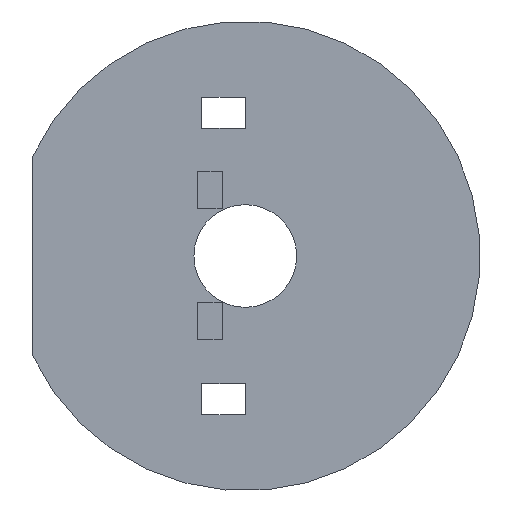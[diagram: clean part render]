
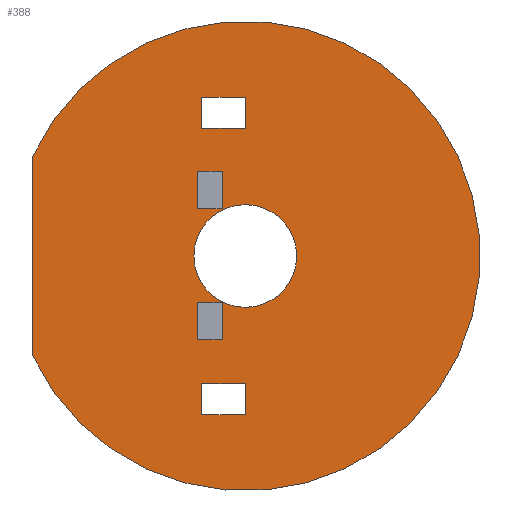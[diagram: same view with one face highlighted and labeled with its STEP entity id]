
A CAD part, front view. The second image highlights one B-rep face of the part: STEP entity #388.
In plain terms, the highlighted planar face has unit normal (0, -1, 0).
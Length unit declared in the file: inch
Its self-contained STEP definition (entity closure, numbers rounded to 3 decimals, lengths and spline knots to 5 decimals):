
#65=FACE_BOUND('',#108,.T.);
#66=FACE_BOUND('',#109,.T.);
#67=FACE_BOUND('',#110,.T.);
#70=CIRCLE('',#490,9.44882);
#71=CIRCLE('',#492,2.06693);
#84=FACE_OUTER_BOUND('',#107,.T.);
#107=EDGE_LOOP('',(#324,#325));
#108=EDGE_LOOP('',(#326,#327,#328,#329));
#109=EDGE_LOOP('',(#330,#331,#332,#333));
#110=EDGE_LOOP('',(#334));
#119=LINE('',#641,#159);
#123=LINE('',#648,#163);
#126=LINE('',#654,#166);
#128=LINE('',#657,#168);
#131=LINE('',#665,#171);
#135=LINE('',#672,#175);
#138=LINE('',#678,#178);
#140=LINE('',#681,#180);
#143=LINE('',#689,#183);
#159=VECTOR('',#522,0.3937);
#163=VECTOR('',#528,0.3937);
#166=VECTOR('',#533,0.3937);
#168=VECTOR('',#537,0.3937);
#171=VECTOR('',#542,0.3937);
#175=VECTOR('',#548,0.3937);
#178=VECTOR('',#553,0.3937);
#180=VECTOR('',#557,0.3937);
#183=VECTOR('',#562,0.3937);
#199=VERTEX_POINT('',#638);
#200=VERTEX_POINT('',#640);
#202=VERTEX_POINT('',#646);
#204=VERTEX_POINT('',#652);
#207=VERTEX_POINT('',#662);
#208=VERTEX_POINT('',#664);
#210=VERTEX_POINT('',#670);
#212=VERTEX_POINT('',#676);
#215=VERTEX_POINT('',#686);
#216=VERTEX_POINT('',#688);
#218=VERTEX_POINT('',#698);
#229=EDGE_CURVE('',#200,#199,#119,.T.);
#233=EDGE_CURVE('',#199,#202,#123,.T.);
#236=EDGE_CURVE('',#202,#204,#126,.T.);
#238=EDGE_CURVE('',#204,#200,#128,.T.);
#241=EDGE_CURVE('',#208,#207,#131,.T.);
#245=EDGE_CURVE('',#207,#210,#135,.T.);
#248=EDGE_CURVE('',#210,#212,#138,.T.);
#250=EDGE_CURVE('',#212,#208,#140,.T.);
#253=EDGE_CURVE('',#216,#215,#143,.T.);
#257=EDGE_CURVE('',#215,#216,#70,.T.);
#258=EDGE_CURVE('',#218,#218,#71,.T.);
#324=ORIENTED_EDGE('',*,*,#253,.T.);
#325=ORIENTED_EDGE('',*,*,#257,.T.);
#326=ORIENTED_EDGE('',*,*,#229,.T.);
#327=ORIENTED_EDGE('',*,*,#233,.T.);
#328=ORIENTED_EDGE('',*,*,#236,.T.);
#329=ORIENTED_EDGE('',*,*,#238,.T.);
#330=ORIENTED_EDGE('',*,*,#241,.T.);
#331=ORIENTED_EDGE('',*,*,#245,.T.);
#332=ORIENTED_EDGE('',*,*,#248,.T.);
#333=ORIENTED_EDGE('',*,*,#250,.T.);
#334=ORIENTED_EDGE('',*,*,#258,.T.);
#369=PLANE('',#493);
#388=ADVANCED_FACE('',(#84,#65,#66,#67),#369,.F.);
#490=AXIS2_PLACEMENT_3D('',#696,#572,#573);
#492=AXIS2_PLACEMENT_3D('',#699,#576,#577);
#493=AXIS2_PLACEMENT_3D('',#700,#578,#579);
#522=DIRECTION('',(-1.,0.,0.));
#528=DIRECTION('',(0.,0.,1.));
#533=DIRECTION('',(1.,0.,0.));
#537=DIRECTION('',(0.,0.,-1.));
#542=DIRECTION('',(-1.,0.,0.));
#548=DIRECTION('',(0.,0.,1.));
#553=DIRECTION('',(1.,0.,0.));
#557=DIRECTION('',(0.,0.,-1.));
#562=DIRECTION('',(0.,0.,-1.));
#572=DIRECTION('center_axis',(0.,-1.,0.));
#573=DIRECTION('ref_axis',(1.,0.,0.));
#576=DIRECTION('center_axis',(0.,1.,0.));
#577=DIRECTION('ref_axis',(1.,0.,0.));
#578=DIRECTION('center_axis',(0.,1.,0.));
#579=DIRECTION('ref_axis',(0.,0.,1.));
#638=CARTESIAN_POINT('',(-1.75,0.,-6.38287));
#640=CARTESIAN_POINT('',(0.,0.,-6.38287));
#641=CARTESIAN_POINT('',(-0.875,0.,-6.38287));
#646=CARTESIAN_POINT('',(-1.75,0.,-5.13287));
#648=CARTESIAN_POINT('',(-1.75,0.,-5.44537));
#652=CARTESIAN_POINT('',(0.,0.,-5.13287));
#654=CARTESIAN_POINT('',(0.,0.,-5.13287));
#657=CARTESIAN_POINT('',(0.,0.,-6.07037));
#662=CARTESIAN_POINT('',(-1.75,0.,5.13287));
#664=CARTESIAN_POINT('',(0.,0.,5.13287));
#665=CARTESIAN_POINT('',(-0.875,0.,5.13287));
#670=CARTESIAN_POINT('',(-1.75,0.,6.38287));
#672=CARTESIAN_POINT('',(-1.75,0.,6.07037));
#676=CARTESIAN_POINT('',(0.,0.,6.38287));
#678=CARTESIAN_POINT('',(0.,0.,6.38287));
#681=CARTESIAN_POINT('',(0.,0.,5.44537));
#686=CARTESIAN_POINT('',(-8.55118,0.,-4.01964));
#688=CARTESIAN_POINT('',(-8.55118,0.,4.01964));
#689=CARTESIAN_POINT('',(-8.55118,0.,-2.00982));
#696=CARTESIAN_POINT('Origin',(0.,0.,0.));
#698=CARTESIAN_POINT('',(-2.06693,0.,0.));
#699=CARTESIAN_POINT('Origin',(0.,0.,0.));
#700=CARTESIAN_POINT('Origin',(0.,0.,0.));
